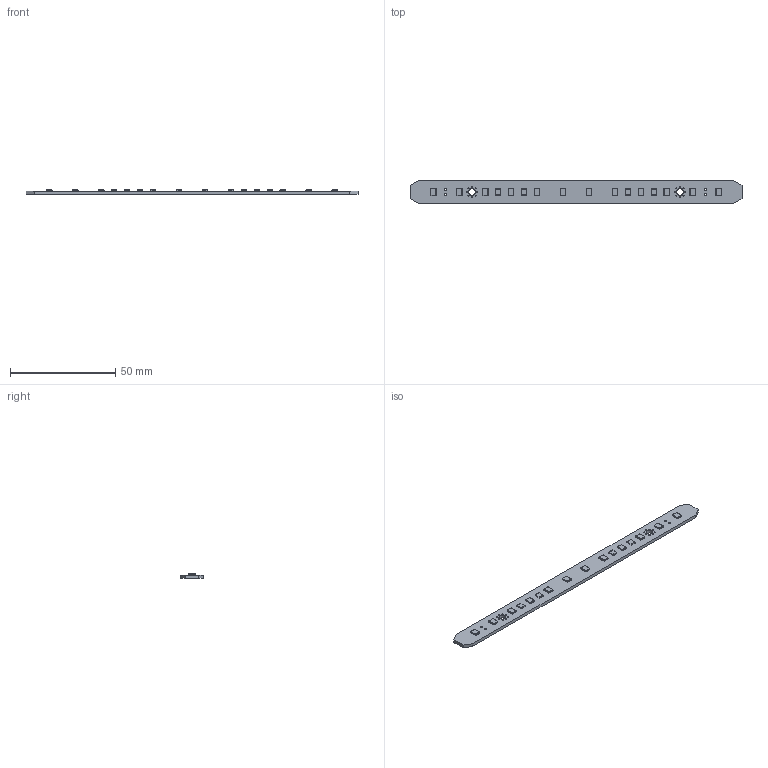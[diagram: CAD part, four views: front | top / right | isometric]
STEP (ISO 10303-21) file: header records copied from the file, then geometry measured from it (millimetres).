
FILE_DESCRIPTION(('KiCad electronic assembly'),'2;1');
FILE_NAME('Daylight-Matchstick.step','2023-07-30T15:23:04',('Pcbnew'),( 'Kicad'),'Open CASCADE STEP processor 7.6','KiCad to STEP converter' ,'Unknown');
FILE_SCHEMA(('AUTOMOTIVE_DESIGN { 1 0 10303 214 1 1 1 1 }'));
Length unit declared in the file: millimetre
Products named in the file (6): Daylight-Matchstick 1; LED_2835; COMPOUND; R_1210_3225Metric; SOLID; PCB
Assembly tree (19 placements, depth 3):
  Daylight-Matchstick 1
    LED_2835  x12
      COMPOUND
    R_1210_3225Metric  x4
      SOLID
    PCB
Bounding box: 158 x 11 x 2.33 mm (x, y, z)
Volume: 2775.4 mm3; surface area: 4791.4 mm2
Topology: 53 solids, 53 shells, 1300 faces, 3506 edges, 2300 vertices
Faces by surface type: plane 1054, cylinder 246
Full cylindrical faces by diameter (mm): 0.5 x16, 1 x4, 3.2 x2
Entity records: 11544 total; most frequent: CARTESIAN_POINT 2353, DIRECTION 1603, LINE 1068, VECTOR 1068, ORIENTED_EDGE 840, PCURVE 840, DEFINITIONAL_REPRESENTATION 840, EDGE_CURVE 420
